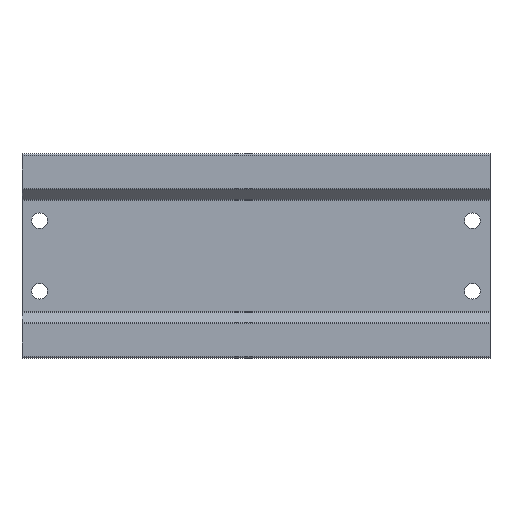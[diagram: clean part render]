
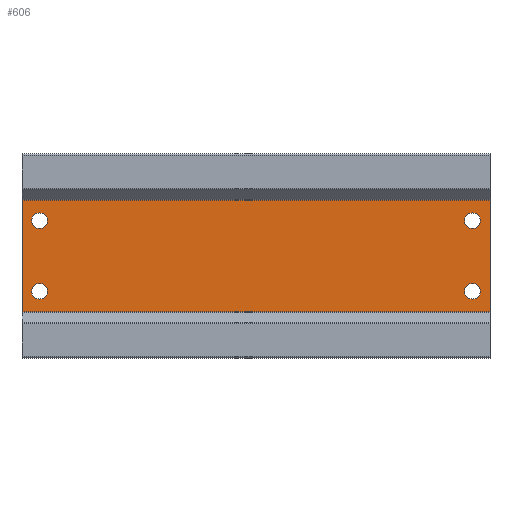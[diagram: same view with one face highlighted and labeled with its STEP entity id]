
A CAD part, front view. The second image highlights one B-rep face of the part: STEP entity #606.
In plain terms, the highlighted planar face has unit normal (0, -1, 0).
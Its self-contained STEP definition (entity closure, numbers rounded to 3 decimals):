
#1 = CARTESIAN_POINT ( 'NONE',  ( -61.5, -9.5, 7.75 ) ) ;
#37 = DIRECTION ( 'NONE',  ( 1., 0., 0. ) ) ;
#72 = CARTESIAN_POINT ( 'NONE',  ( 61.5, -9.5, 10. ) ) ;
#85 = FACE_BOUND ( 'NONE', #5375, .T. ) ;
#102 = CARTESIAN_POINT ( 'NONE',  ( -66.5, -9.5, 16. ) ) ;
#117 = VERTEX_POINT ( 'NONE', #1 ) ;
#152 = DIRECTION ( 'NONE',  ( 0., 0., 1. ) ) ;
#217 = CARTESIAN_POINT ( 'NONE',  ( 61.5, -9.5, 7.75 ) ) ;
#225 = CIRCLE ( 'NONE', #1607, 2.25 ) ;
#240 = AXIS2_PLACEMENT_3D ( 'NONE', #2387, #5422, #2825 ) ;
#349 = VERTEX_POINT ( 'NONE', #2643 ) ;
#360 = VECTOR ( 'NONE', #4889, 1000. ) ;
#504 = EDGE_CURVE ( 'NONE', #2423, #5531, #225, .T. ) ;
#512 = DIRECTION ( 'NONE',  ( 0., 0., 1. ) ) ;
#606 = ADVANCED_FACE ( 'NONE', ( #1098, #2261, #5570, #85, #3278 ), #3372, .F. ) ;
#667 = EDGE_CURVE ( 'NONE', #4749, #1670, #817, .T. ) ;
#817 = CIRCLE ( 'NONE', #4541, 2.25 ) ;
#923 = EDGE_CURVE ( 'NONE', #4603, #349, #2280, .T. ) ;
#1009 = EDGE_CURVE ( 'NONE', #117, #3019, #1863, .T. ) ;
#1069 = ORIENTED_EDGE ( 'NONE', *, *, #4905, .T. ) ;
#1083 = AXIS2_PLACEMENT_3D ( 'NONE', #4879, #2277, #5312 ) ;
#1098 = FACE_BOUND ( 'NONE', #3406, .T. ) ;
#1194 = DIRECTION ( 'NONE',  ( 0., 1., 0. ) ) ;
#1305 = EDGE_CURVE ( 'NONE', #4017, #4255, #1794, .T. ) ;
#1340 = CIRCLE ( 'NONE', #1083, 2.25 ) ;
#1437 = ORIENTED_EDGE ( 'NONE', *, *, #1009, .T. ) ;
#1458 = CARTESIAN_POINT ( 'NONE',  ( 61.5, -9.5, 10. ) ) ;
#1514 = LINE ( 'NONE', #102, #360 ) ;
#1603 = CIRCLE ( 'NONE', #5544, 2.25 ) ;
#1607 = AXIS2_PLACEMENT_3D ( 'NONE', #4620, #2007, #5046 ) ;
#1670 = VERTEX_POINT ( 'NONE', #2866 ) ;
#1711 = DIRECTION ( 'NONE',  ( 0., 1., 0. ) ) ;
#1739 = CIRCLE ( 'NONE', #2718, 2.25 ) ;
#1779 = CARTESIAN_POINT ( 'NONE',  ( -61.5, -9.5, 10. ) ) ;
#1794 = CIRCLE ( 'NONE', #5175, 2.25 ) ;
#1863 = CIRCLE ( 'NONE', #240, 2.25 ) ;
#1895 = DIRECTION ( 'NONE',  ( 0., 0., 1. ) ) ;
#2007 = DIRECTION ( 'NONE',  ( 0., 1., 0. ) ) ;
#2122 = ORIENTED_EDGE ( 'NONE', *, *, #923, .T. ) ;
#2174 = ORIENTED_EDGE ( 'NONE', *, *, #4558, .T. ) ;
#2216 = CARTESIAN_POINT ( 'NONE',  ( 61.5, -9.5, -7.75 ) ) ;
#2219 = DIRECTION ( 'NONE',  ( 0., 0., 1. ) ) ;
#2259 = CARTESIAN_POINT ( 'NONE',  ( -61.5, -9.5, -7.75 ) ) ;
#2261 = FACE_BOUND ( 'NONE', #2652, .T. ) ;
#2277 = DIRECTION ( 'NONE',  ( 0., 1., 0. ) ) ;
#2280 = LINE ( 'NONE', #3633, #4458 ) ;
#2387 = CARTESIAN_POINT ( 'NONE',  ( -61.5, -9.5, 10. ) ) ;
#2410 = VERTEX_POINT ( 'NONE', #4425 ) ;
#2423 = VERTEX_POINT ( 'NONE', #5284 ) ;
#2491 = CARTESIAN_POINT ( 'NONE',  ( 61.5, -9.5, -10. ) ) ;
#2495 = EDGE_CURVE ( 'NONE', #2410, #3800, #1514, .T. ) ;
#2524 = AXIS2_PLACEMENT_3D ( 'NONE', #1458, #4509, #1895 ) ;
#2617 = ORIENTED_EDGE ( 'NONE', *, *, #4436, .T. ) ;
#2643 = CARTESIAN_POINT ( 'NONE',  ( 66.5, -9.5, 15.793 ) ) ;
#2652 = EDGE_LOOP ( 'NONE', ( #2617, #1437 ) ) ;
#2718 = AXIS2_PLACEMENT_3D ( 'NONE', #2491, #5523, #2937 ) ;
#2728 = CARTESIAN_POINT ( 'NONE',  ( 66.5, -9.5, -15.793 ) ) ;
#2767 = ORIENTED_EDGE ( 'NONE', *, *, #4447, .T. ) ;
#2825 = DIRECTION ( 'NONE',  ( 0., 0., 1. ) ) ;
#2866 = CARTESIAN_POINT ( 'NONE',  ( 61.5, -9.5, 12.25 ) ) ;
#2937 = DIRECTION ( 'NONE',  ( 0., 0., 1. ) ) ;
#3019 = VERTEX_POINT ( 'NONE', #4046 ) ;
#3037 = LINE ( 'NONE', #4393, #5076 ) ;
#3108 = DIRECTION ( 'NONE',  ( 0., 1., 0. ) ) ;
#3110 = ORIENTED_EDGE ( 'NONE', *, *, #4846, .T. ) ;
#3278 = FACE_OUTER_BOUND ( 'NONE', #5236, .T. ) ;
#3372 = PLANE ( 'NONE',  #4238 ) ;
#3406 = EDGE_LOOP ( 'NONE', ( #2174, #5487 ) ) ;
#3444 = LINE ( 'NONE', #5048, #4472 ) ;
#3633 = CARTESIAN_POINT ( 'NONE',  ( 66.5, -9.5, 16. ) ) ;
#3788 = ORIENTED_EDGE ( 'NONE', *, *, #4668, .T. ) ;
#3800 = VERTEX_POINT ( 'NONE', #4922 ) ;
#3813 = ORIENTED_EDGE ( 'NONE', *, *, #2495, .F. ) ;
#4017 = VERTEX_POINT ( 'NONE', #5106 ) ;
#4046 = CARTESIAN_POINT ( 'NONE',  ( -61.5, -9.5, 12.25 ) ) ;
#4142 = CIRCLE ( 'NONE', #2524, 2.25 ) ;
#4238 = AXIS2_PLACEMENT_3D ( 'NONE', #5521, #1194, #4248 ) ;
#4248 = DIRECTION ( 'NONE',  ( 0., 0., 1. ) ) ;
#4255 = VERTEX_POINT ( 'NONE', #2216 ) ;
#4327 = CARTESIAN_POINT ( 'NONE',  ( 61.5, -9.5, -10. ) ) ;
#4393 = CARTESIAN_POINT ( 'NONE',  ( 66.5, -9.5, -15.793 ) ) ;
#4425 = CARTESIAN_POINT ( 'NONE',  ( -66.5, -9.5, -15.793 ) ) ;
#4436 = EDGE_CURVE ( 'NONE', #3019, #117, #1603, .T. ) ;
#4447 = EDGE_CURVE ( 'NONE', #2410, #4603, #3037, .T. ) ;
#4458 = VECTOR ( 'NONE', #152, 1000. ) ;
#4472 = VECTOR ( 'NONE', #5476, 1000. ) ;
#4509 = DIRECTION ( 'NONE',  ( 0., 1., 0. ) ) ;
#4541 = AXIS2_PLACEMENT_3D ( 'NONE', #72, #3108, #512 ) ;
#4558 = EDGE_CURVE ( 'NONE', #5531, #2423, #1340, .T. ) ;
#4603 = VERTEX_POINT ( 'NONE', #2728 ) ;
#4620 = CARTESIAN_POINT ( 'NONE',  ( -61.5, -9.5, -10. ) ) ;
#4668 = EDGE_CURVE ( 'NONE', #1670, #4749, #4142, .T. ) ;
#4687 = ORIENTED_EDGE ( 'NONE', *, *, #667, .T. ) ;
#4749 = VERTEX_POINT ( 'NONE', #217 ) ;
#4764 = DIRECTION ( 'NONE',  ( 0., 0., 1. ) ) ;
#4828 = DIRECTION ( 'NONE',  ( 0., 1., 0. ) ) ;
#4846 = EDGE_CURVE ( 'NONE', #349, #3800, #3444, .T. ) ;
#4879 = CARTESIAN_POINT ( 'NONE',  ( -61.5, -9.5, -10. ) ) ;
#4889 = DIRECTION ( 'NONE',  ( 0., 0., 1. ) ) ;
#4905 = EDGE_CURVE ( 'NONE', #4255, #4017, #1739, .T. ) ;
#4922 = CARTESIAN_POINT ( 'NONE',  ( -66.5, -9.5, 15.793 ) ) ;
#5046 = DIRECTION ( 'NONE',  ( 0., 0., 1. ) ) ;
#5048 = CARTESIAN_POINT ( 'NONE',  ( -66.5, -9.5, 15.793 ) ) ;
#5076 = VECTOR ( 'NONE', #37, 1000. ) ;
#5106 = CARTESIAN_POINT ( 'NONE',  ( 61.5, -9.5, -12.25 ) ) ;
#5175 = AXIS2_PLACEMENT_3D ( 'NONE', #4327, #1711, #4764 ) ;
#5236 = EDGE_LOOP ( 'NONE', ( #2122, #3110, #3813, #2767 ) ) ;
#5284 = CARTESIAN_POINT ( 'NONE',  ( -61.5, -9.5, -12.25 ) ) ;
#5312 = DIRECTION ( 'NONE',  ( 0., 0., 1. ) ) ;
#5375 = EDGE_LOOP ( 'NONE', ( #3788, #4687 ) ) ;
#5422 = DIRECTION ( 'NONE',  ( 0., 1., 0. ) ) ;
#5451 = ORIENTED_EDGE ( 'NONE', *, *, #1305, .T. ) ;
#5476 = DIRECTION ( 'NONE',  ( -1., 0., 0. ) ) ;
#5487 = ORIENTED_EDGE ( 'NONE', *, *, #504, .T. ) ;
#5497 = EDGE_LOOP ( 'NONE', ( #1069, #5451 ) ) ;
#5521 = CARTESIAN_POINT ( 'NONE',  ( -66.5, -9.5, 16. ) ) ;
#5523 = DIRECTION ( 'NONE',  ( 0., 1., 0. ) ) ;
#5531 = VERTEX_POINT ( 'NONE', #2259 ) ;
#5544 = AXIS2_PLACEMENT_3D ( 'NONE', #1779, #4828, #2219 ) ;
#5570 = FACE_BOUND ( 'NONE', #5497, .T. ) ;
